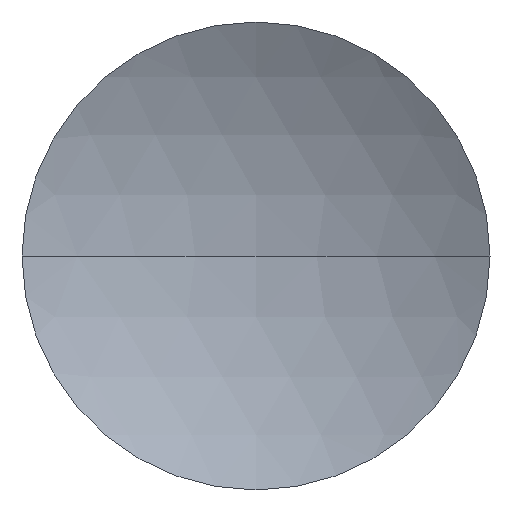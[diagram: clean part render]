
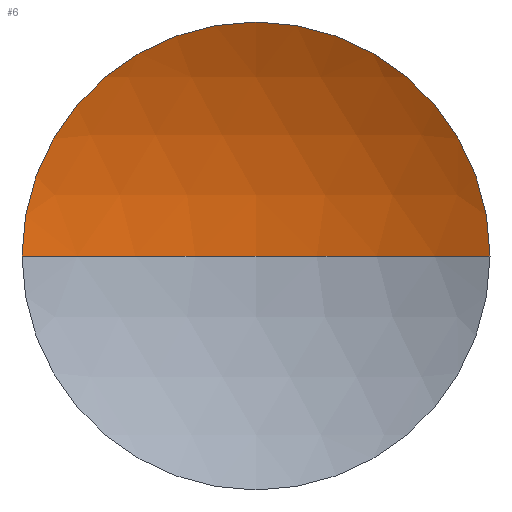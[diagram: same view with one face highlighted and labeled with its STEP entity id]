
A CAD part, left-side view. The second image highlights one B-rep face of the part: STEP entity #6.
In plain terms, the highlighted spherical face has radius 41.74 mm.
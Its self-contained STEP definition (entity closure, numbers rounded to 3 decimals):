
#4 = CARTESIAN_POINT ( 'NONE',  ( 118.841, 65.223, 0. ) ) ;
#6 = ADVANCED_FACE ( 'NONE', ( #34 ), #199, .F. ) ;
#34 = FACE_OUTER_BOUND ( 'NONE', #63, .T. ) ;
#38 = CARTESIAN_POINT ( 'NONE',  ( 77.101, 65.223, 0. ) ) ;
#41 = VERTEX_POINT ( 'NONE', #4 ) ;
#56 = CIRCLE ( 'NONE', #147, 20. ) ;
#63 = EDGE_LOOP ( 'NONE', ( #85, #190, #75, #129 ) ) ;
#65 = DIRECTION ( 'NONE',  ( -1., 0., 0. ) ) ;
#68 = DIRECTION ( 'NONE',  ( 0., 0., -1. ) ) ;
#74 = CIRCLE ( 'NONE', #213, 41.74 ) ;
#75 = ORIENTED_EDGE ( 'NONE', *, *, #176, .T. ) ;
#81 = CARTESIAN_POINT ( 'NONE',  ( 113.737, 45.223, 0. ) ) ;
#84 = VERTEX_POINT ( 'NONE', #81 ) ;
#85 = ORIENTED_EDGE ( 'NONE', *, *, #137, .F. ) ;
#111 = CIRCLE ( 'NONE', #130, 41.74 ) ;
#115 = DIRECTION ( 'NONE',  ( 0., 1., 0. ) ) ;
#116 = VERTEX_POINT ( 'NONE', #117 ) ;
#117 = CARTESIAN_POINT ( 'NONE',  ( 113.737, 85.223, 0. ) ) ;
#119 = DIRECTION ( 'NONE',  ( 0., 0., 1. ) ) ;
#126 = EDGE_CURVE ( 'NONE', #41, #84, #111, .T. ) ;
#128 = CARTESIAN_POINT ( 'NONE',  ( 77.101, 65.223, 0. ) ) ;
#129 = ORIENTED_EDGE ( 'NONE', *, *, #231, .T. ) ;
#130 = AXIS2_PLACEMENT_3D ( 'NONE', #128, #68, #133 ) ;
#131 = AXIS2_PLACEMENT_3D ( 'NONE', #152, #170, #149 ) ;
#132 = CARTESIAN_POINT ( 'NONE',  ( 77.101, 65.223, 0. ) ) ;
#133 = DIRECTION ( 'NONE',  ( 0., 1., 0. ) ) ;
#134 = CARTESIAN_POINT ( 'NONE',  ( 113.737, 65.223, 0. ) ) ;
#137 = EDGE_CURVE ( 'NONE', #41, #116, #74, .T. ) ;
#147 = AXIS2_PLACEMENT_3D ( 'NONE', #134, #65, #209 ) ;
#149 = DIRECTION ( 'NONE',  ( 0., 0., 1. ) ) ;
#152 = CARTESIAN_POINT ( 'NONE',  ( 113.737, 65.223, 0. ) ) ;
#162 = DIRECTION ( 'NONE',  ( 0., 0., -1. ) ) ;
#170 = DIRECTION ( 'NONE',  ( -1., 0., 0. ) ) ;
#176 = EDGE_CURVE ( 'NONE', #84, #192, #211, .T. ) ;
#190 = ORIENTED_EDGE ( 'NONE', *, *, #126, .T. ) ;
#192 = VERTEX_POINT ( 'NONE', #210 ) ;
#193 = DIRECTION ( 'NONE',  ( 1., 0., 0. ) ) ;
#199 = SPHERICAL_SURFACE ( 'NONE', #204, 41.74 ) ;
#204 = AXIS2_PLACEMENT_3D ( 'NONE', #38, #162, #115 ) ;
#209 = DIRECTION ( 'NONE',  ( 0., 0., 1. ) ) ;
#210 = CARTESIAN_POINT ( 'NONE',  ( 113.737, 65.223, 20. ) ) ;
#211 = CIRCLE ( 'NONE', #131, 20. ) ;
#213 = AXIS2_PLACEMENT_3D ( 'NONE', #132, #119, #193 ) ;
#231 = EDGE_CURVE ( 'NONE', #192, #116, #56, .T. ) ;
